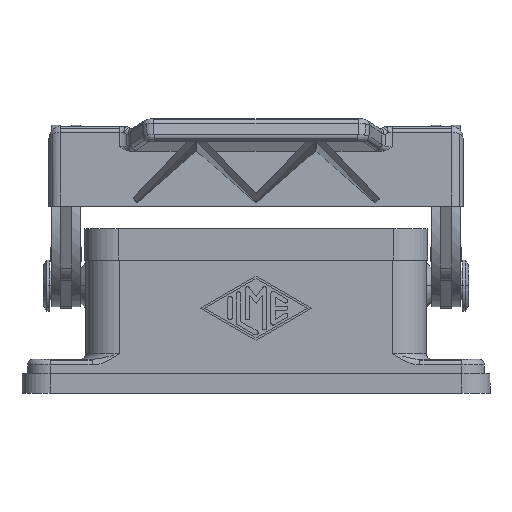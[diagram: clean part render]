
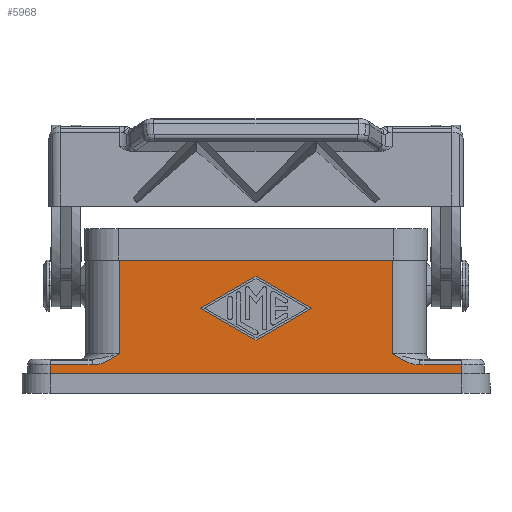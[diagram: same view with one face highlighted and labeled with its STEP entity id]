
A CAD part, front view. The second image highlights one B-rep face of the part: STEP entity #5968.
In plain terms, the highlighted planar face has unit normal (0, -1, 0).
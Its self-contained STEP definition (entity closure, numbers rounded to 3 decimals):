
#3744=CARTESIAN_POINT('',(-24.,-21.75,23.5));
#3745=VERTEX_POINT('',#3744);
#3753=CARTESIAN_POINT('',(24.,-21.75,23.5));
#3754=VERTEX_POINT('',#3753);
#3755=CARTESIAN_POINT('',(24.,-21.75,23.5));
#3756=DIRECTION('',(-1.0,0.0,0.0));
#3757=VECTOR('',#3756,48.);
#3758=LINE('',#3755,#3757);
#3759=EDGE_CURVE('',#3754,#3745,#3758,.T.);
#5105=CARTESIAN_POINT('',(-9.75,-21.75,15.));
#5106=VERTEX_POINT('',#5105);
#5113=CARTESIAN_POINT('',(0.,-21.75,9.375));
#5114=VERTEX_POINT('',#5113);
#5115=CARTESIAN_POINT('',(0.,-21.75,9.375));
#5116=DIRECTION('',(-0.866,0.0,0.5));
#5117=VECTOR('',#5116,11.256);
#5118=LINE('',#5115,#5117);
#5119=EDGE_CURVE('',#5114,#5106,#5118,.T.);
#5144=CARTESIAN_POINT('',(9.75,-21.75,15.));
#5145=VERTEX_POINT('',#5144);
#5146=CARTESIAN_POINT('',(9.75,-21.75,15.));
#5147=DIRECTION('',(-0.866,0.0,-0.5));
#5148=VECTOR('',#5147,11.256);
#5149=LINE('',#5146,#5148);
#5150=EDGE_CURVE('',#5145,#5114,#5149,.T.);
#5175=CARTESIAN_POINT('',(0.,-21.75,20.625));
#5176=VERTEX_POINT('',#5175);
#5177=CARTESIAN_POINT('',(0.,-21.75,20.625));
#5178=DIRECTION('',(0.866,0.0,-0.5));
#5179=VECTOR('',#5178,11.256);
#5180=LINE('',#5177,#5179);
#5181=EDGE_CURVE('',#5176,#5145,#5180,.T.);
#5204=CARTESIAN_POINT('',(-9.75,-21.75,15.));
#5205=DIRECTION('',(0.866,0.0,0.5));
#5206=VECTOR('',#5205,11.256);
#5207=LINE('',#5204,#5206);
#5208=EDGE_CURVE('',#5106,#5176,#5207,.T.);
#5870=CARTESIAN_POINT('',(24.,-21.75,1.5));
#5871=DIRECTION('',(0.0,-1.0,0.0));
#5872=DIRECTION('',(0.0,0.0,-1.0));
#5873=AXIS2_PLACEMENT_3D('',#5870,#5871,#5872);
#5874=PLANE('',#5873);
#5875=CARTESIAN_POINT('',(28.899,-21.75,5.));
#5876=VERTEX_POINT('',#5875);
#5877=CARTESIAN_POINT('',(36.25,-21.75,5.));
#5878=VERTEX_POINT('',#5877);
#5879=CARTESIAN_POINT('',(28.899,-21.75,5.));
#5880=DIRECTION('',(1.0,0.0,0.0));
#5881=VECTOR('',#5880,7.351);
#5882=LINE('',#5879,#5881);
#5883=EDGE_CURVE('',#5876,#5878,#5882,.T.);
#5884=ORIENTED_EDGE('',*,*,#5883,.F.);
#5885=CARTESIAN_POINT('',(24.,-21.75,7.));
#5886=VERTEX_POINT('',#5885);
#5887=CARTESIAN_POINT('',(24.0,-21.75,7.));
#5888=CARTESIAN_POINT('',(24.535,-21.75,6.662));
#5889=CARTESIAN_POINT('',(25.075,-21.75,6.32));
#5890=CARTESIAN_POINT('',(26.134,-21.75,5.739));
#5891=CARTESIAN_POINT('',(26.65,-21.75,5.493));
#5892=CARTESIAN_POINT('',(27.527,-21.75,5.195));
#5893=CARTESIAN_POINT('',(27.877,-21.75,5.104));
#5894=CARTESIAN_POINT('',(28.453,-21.75,5.018));
#5895=CARTESIAN_POINT('',(28.676,-21.75,5.));
#5896=CARTESIAN_POINT('',(28.899,-21.75,5.));
#5897=B_SPLINE_CURVE_WITH_KNOTS('',3,(#5887,#5888,#5889,#5890,#5891,#5892,#5893,#5894,#5895,#5896),.UNSPECIFIED.,.F.,.U.,(4,2,2,2,4),(-0.001,0.189,0.36,0.467,0.534),.UNSPECIFIED.);
#5898=EDGE_CURVE('',#5886,#5876,#5897,.T.);
#5899=ORIENTED_EDGE('',*,*,#5898,.F.);
#5900=CARTESIAN_POINT('',(24.,-21.75,7.));
#5901=DIRECTION('',(0.0,0.0,1.0));
#5902=VECTOR('',#5901,16.5);
#5903=LINE('',#5900,#5902);
#5904=EDGE_CURVE('',#5886,#3754,#5903,.T.);
#5905=ORIENTED_EDGE('',*,*,#5904,.T.);
#5906=ORIENTED_EDGE('',*,*,#3759,.T.);
#5907=CARTESIAN_POINT('',(-24.,-21.75,7.));
#5908=VERTEX_POINT('',#5907);
#5909=CARTESIAN_POINT('',(-24.,-21.75,7.));
#5910=DIRECTION('',(0.0,0.0,1.0));
#5911=VECTOR('',#5910,16.5);
#5912=LINE('',#5909,#5911);
#5913=EDGE_CURVE('',#5908,#3745,#5912,.T.);
#5914=ORIENTED_EDGE('',*,*,#5913,.F.);
#5915=CARTESIAN_POINT('',(-28.899,-21.75,5.));
#5916=VERTEX_POINT('',#5915);
#5917=CARTESIAN_POINT('',(-28.899,-21.75,5.));
#5918=CARTESIAN_POINT('',(-28.676,-21.75,5.));
#5919=CARTESIAN_POINT('',(-28.453,-21.75,5.018));
#5920=CARTESIAN_POINT('',(-27.877,-21.75,5.104));
#5921=CARTESIAN_POINT('',(-27.527,-21.75,5.195));
#5922=CARTESIAN_POINT('',(-26.65,-21.75,5.493));
#5923=CARTESIAN_POINT('',(-26.134,-21.75,5.739));
#5924=CARTESIAN_POINT('',(-25.075,-21.75,6.32));
#5925=CARTESIAN_POINT('',(-24.535,-21.75,6.662));
#5926=CARTESIAN_POINT('',(-24.,-21.75,7.));
#5927=B_SPLINE_CURVE_WITH_KNOTS('',3,(#5917,#5918,#5919,#5920,#5921,#5922,#5923,#5924,#5925,#5926),.UNSPECIFIED.,.F.,.U.,(4,2,2,2,4),(0.,0.067,0.174,0.345,0.535),.UNSPECIFIED.);
#5928=EDGE_CURVE('',#5916,#5908,#5927,.T.);
#5929=ORIENTED_EDGE('',*,*,#5928,.F.);
#5930=CARTESIAN_POINT('',(-36.25,-21.75,5.));
#5931=VERTEX_POINT('',#5930);
#5932=CARTESIAN_POINT('',(-36.25,-21.75,5.));
#5933=DIRECTION('',(1.0,0.0,0.0));
#5934=VECTOR('',#5933,7.351);
#5935=LINE('',#5932,#5934);
#5936=EDGE_CURVE('',#5931,#5916,#5935,.T.);
#5937=ORIENTED_EDGE('',*,*,#5936,.F.);
#5938=CARTESIAN_POINT('',(-36.25,-21.75,3.5));
#5939=VERTEX_POINT('',#5938);
#5940=CARTESIAN_POINT('',(-36.25,-21.75,3.5));
#5941=DIRECTION('',(0.0,0.0,1.0));
#5942=VECTOR('',#5941,1.5);
#5943=LINE('',#5940,#5942);
#5944=EDGE_CURVE('',#5939,#5931,#5943,.T.);
#5945=ORIENTED_EDGE('',*,*,#5944,.F.);
#5946=CARTESIAN_POINT('',(36.25,-21.75,3.5));
#5947=VERTEX_POINT('',#5946);
#5948=CARTESIAN_POINT('',(36.25,-21.75,3.5));
#5949=DIRECTION('',(-1.0,0.0,0.0));
#5950=VECTOR('',#5949,72.5);
#5951=LINE('',#5948,#5950);
#5952=EDGE_CURVE('',#5947,#5939,#5951,.T.);
#5953=ORIENTED_EDGE('',*,*,#5952,.F.);
#5954=CARTESIAN_POINT('',(36.25,-21.75,3.5));
#5955=DIRECTION('',(0.0,0.0,1.0));
#5956=VECTOR('',#5955,1.5);
#5957=LINE('',#5954,#5956);
#5958=EDGE_CURVE('',#5947,#5878,#5957,.T.);
#5959=ORIENTED_EDGE('',*,*,#5958,.T.);
#5960=EDGE_LOOP('',(#5884,#5899,#5905,#5906,#5914,#5929,#5937,#5945,#5953,#5959));
#5961=FACE_OUTER_BOUND('',#5960,.T.);
#5962=ORIENTED_EDGE('',*,*,#5119,.T.);
#5963=ORIENTED_EDGE('',*,*,#5208,.T.);
#5964=ORIENTED_EDGE('',*,*,#5181,.T.);
#5965=ORIENTED_EDGE('',*,*,#5150,.T.);
#5966=EDGE_LOOP('',(#5962,#5963,#5964,#5965));
#5967=FACE_BOUND('',#5966,.T.);
#5968=ADVANCED_FACE('',(#5961,#5967),#5874,.T.);
